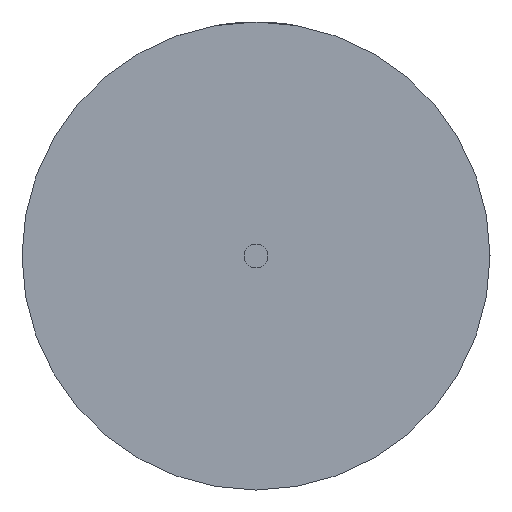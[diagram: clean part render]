
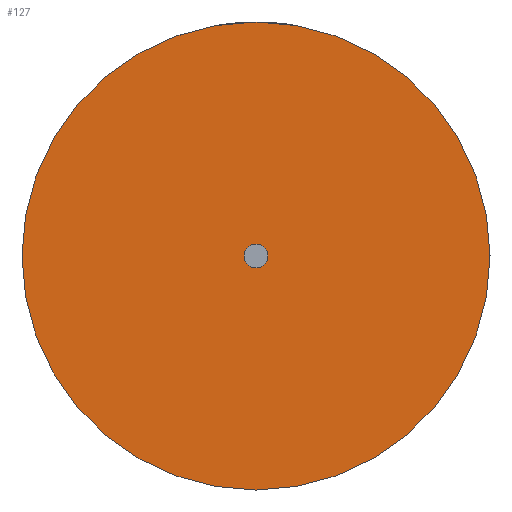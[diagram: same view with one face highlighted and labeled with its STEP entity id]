
A CAD part, left-side view. The second image highlights one B-rep face of the part: STEP entity #127.
In plain terms, the highlighted planar face has unit normal (-1, 0, 0).
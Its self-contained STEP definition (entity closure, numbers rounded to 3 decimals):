
#25 = DIRECTION ( 'NONE',  ( -1., 0., 0. ) ) ;
#46 = CARTESIAN_POINT ( 'NONE',  ( -0.005, 0., 0. ) ) ;
#102 = CARTESIAN_POINT ( 'NONE',  ( -0.005, 0., 0. ) ) ;
#127 = ADVANCED_FACE ( 'NONE', ( #793, #2033 ), #2291, .T. ) ;
#198 = ORIENTED_EDGE ( 'NONE', *, *, #472, .F. ) ;
#225 = AXIS2_PLACEMENT_3D ( 'NONE', #102, #2635, #2442 ) ;
#350 = CARTESIAN_POINT ( 'NONE',  ( -0.005, 0., 0.6 ) ) ;
#472 = EDGE_CURVE ( 'NONE', #1744, #2075, #2530, .T. ) ;
#793 = FACE_OUTER_BOUND ( 'NONE', #805, .T. ) ;
#805 = EDGE_LOOP ( 'NONE', ( #880, #1041 ) ) ;
#813 = VERTEX_POINT ( 'NONE', #908 ) ;
#880 = ORIENTED_EDGE ( 'NONE', *, *, #1254, .T. ) ;
#908 = CARTESIAN_POINT ( 'NONE',  ( -0.005, 0., 11.75 ) ) ;
#1041 = ORIENTED_EDGE ( 'NONE', *, *, #2994, .T. ) ;
#1254 = EDGE_CURVE ( 'NONE', #1981, #813, #1900, .T. ) ;
#1278 = AXIS2_PLACEMENT_3D ( 'NONE', #2938, #1661, #1926 ) ;
#1546 = AXIS2_PLACEMENT_3D ( 'NONE', #1754, #2254, #3242 ) ;
#1586 = CARTESIAN_POINT ( 'NONE',  ( -0.005, 0., -11.75 ) ) ;
#1643 = DIRECTION ( 'NONE',  ( -1., 0., 0. ) ) ;
#1661 = DIRECTION ( 'NONE',  ( -1., 0., 0. ) ) ;
#1672 = DIRECTION ( 'NONE',  ( 0., 0., 1. ) ) ;
#1700 = AXIS2_PLACEMENT_3D ( 'NONE', #2932, #1643, #1672 ) ;
#1744 = VERTEX_POINT ( 'NONE', #2883 ) ;
#1754 = CARTESIAN_POINT ( 'NONE',  ( -0.005, 0., 0. ) ) ;
#1849 = ORIENTED_EDGE ( 'NONE', *, *, #1915, .F. ) ;
#1900 = CIRCLE ( 'NONE', #225, 11.75 ) ;
#1912 = AXIS2_PLACEMENT_3D ( 'NONE', #46, #25, #2787 ) ;
#1915 = EDGE_CURVE ( 'NONE', #2075, #1744, #2858, .T. ) ;
#1926 = DIRECTION ( 'NONE',  ( 0., 0., 1. ) ) ;
#1981 = VERTEX_POINT ( 'NONE', #1586 ) ;
#2033 = FACE_BOUND ( 'NONE', #2745, .T. ) ;
#2075 = VERTEX_POINT ( 'NONE', #350 ) ;
#2254 = DIRECTION ( 'NONE',  ( -1., 0., 0. ) ) ;
#2291 = PLANE ( 'NONE',  #1912 ) ;
#2348 = CIRCLE ( 'NONE', #1700, 11.75 ) ;
#2442 = DIRECTION ( 'NONE',  ( 0., 0., 1. ) ) ;
#2530 = CIRCLE ( 'NONE', #1278, 0.6 ) ;
#2635 = DIRECTION ( 'NONE',  ( -1., 0., 0. ) ) ;
#2745 = EDGE_LOOP ( 'NONE', ( #198, #1849 ) ) ;
#2787 = DIRECTION ( 'NONE',  ( 0., 0., 1. ) ) ;
#2858 = CIRCLE ( 'NONE', #1546, 0.6 ) ;
#2883 = CARTESIAN_POINT ( 'NONE',  ( -0.005, 0., -0.6 ) ) ;
#2932 = CARTESIAN_POINT ( 'NONE',  ( -0.005, 0., 0. ) ) ;
#2938 = CARTESIAN_POINT ( 'NONE',  ( -0.005, 0., 0. ) ) ;
#2994 = EDGE_CURVE ( 'NONE', #813, #1981, #2348, .T. ) ;
#3242 = DIRECTION ( 'NONE',  ( 0., 0., 1. ) ) ;
